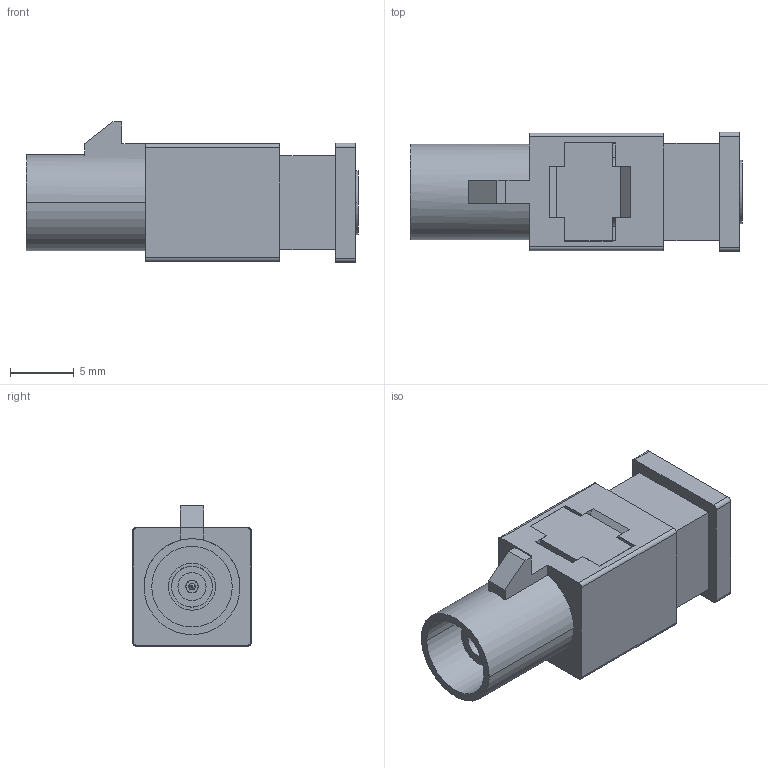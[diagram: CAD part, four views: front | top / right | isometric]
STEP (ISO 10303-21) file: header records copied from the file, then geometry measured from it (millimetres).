
FILE_DESCRIPTION (( 'STEP AP214' ), '1' );
FILE_NAME ('fakra-plug.STEP', '2023-10-24T02:45:09', ( 'Windows 蚚誧' ), ( 'Microsoft' ), 'SwSTEP 2.0', 'SolidWorks 2022', '' );
FILE_SCHEMA (( 'AUTOMOTIVE_DESIGN' ));
Length unit declared in the file: millimetre
Products named in the file (1): fakra-plug
Bounding box: 25.96 x 9.3 x 10.97 mm (x, y, z)
Volume: 1163 mm3; surface area: 2911.7 mm2
Topology: 6 solids, 6 shells, 219 faces, 579 edges, 377 vertices
Faces by surface type: plane 121, cylinder 86, cone 10, sphere 2
Entity records: 9351 total; most frequent: CARTESIAN_POINT 1225, DIRECTION 1195, ORIENTED_EDGE 1154, EDGE_CURVE 577, AXIS2_PLACEMENT_3D 403, VECTOR 389, LINE 389, VERTEX_POINT 377
